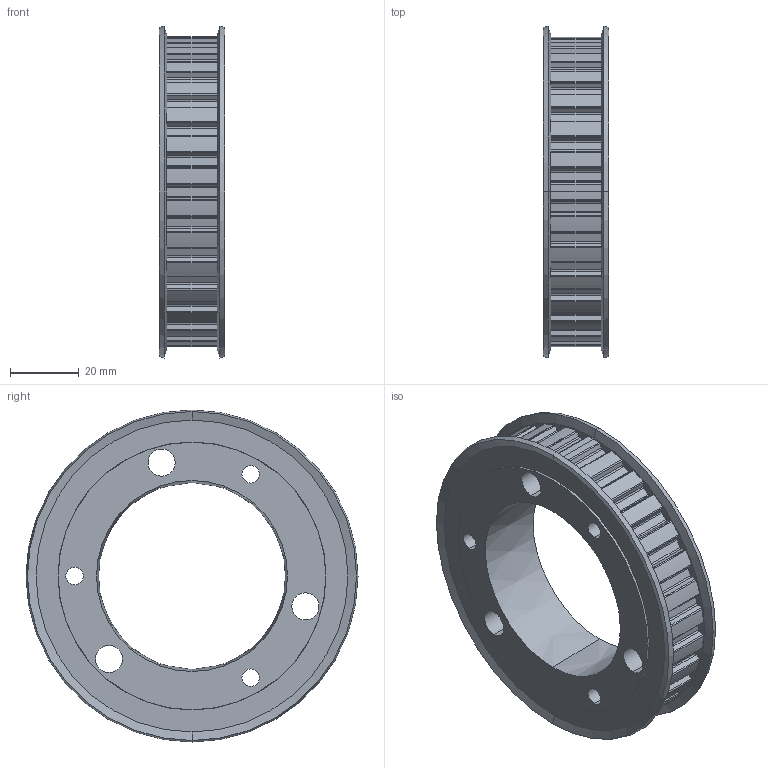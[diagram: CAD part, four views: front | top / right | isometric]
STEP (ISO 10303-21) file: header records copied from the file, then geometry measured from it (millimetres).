
FILE_DESCRIPTION (( 'STEP AP214' ), '1' );
FILE_NAME ('SQD30L050AF-SDS.step', '2019-07-30T20:01:08', ( '' ), ( '' ), 'SwSTEP 2.0', 'SolidWorks 2018', '' );
FILE_SCHEMA (( 'AUTOMOTIVE_DESIGN' ));
Length unit declared in the file: inch
Products named in the file (1): SQD30L050AF-SDS
Bounding box: 19.18 x 96.52 x 96.52 mm (x, y, z)
Volume: 69177.1 mm3; surface area: 25397.8 mm2
Topology: 1 solids, 1 shells, 316 faces, 907 edges, 602 vertices
Faces by surface type: cylinder 201, plane 101, cone 14
Entity records: 10935 total; most frequent: DIRECTION 1963, CARTESIAN_POINT 1826, ORIENTED_EDGE 1814, EDGE_CURVE 907, AXIS2_PLACEMENT_3D 739, VERTEX_POINT 602, VECTOR 485, LINE 485
